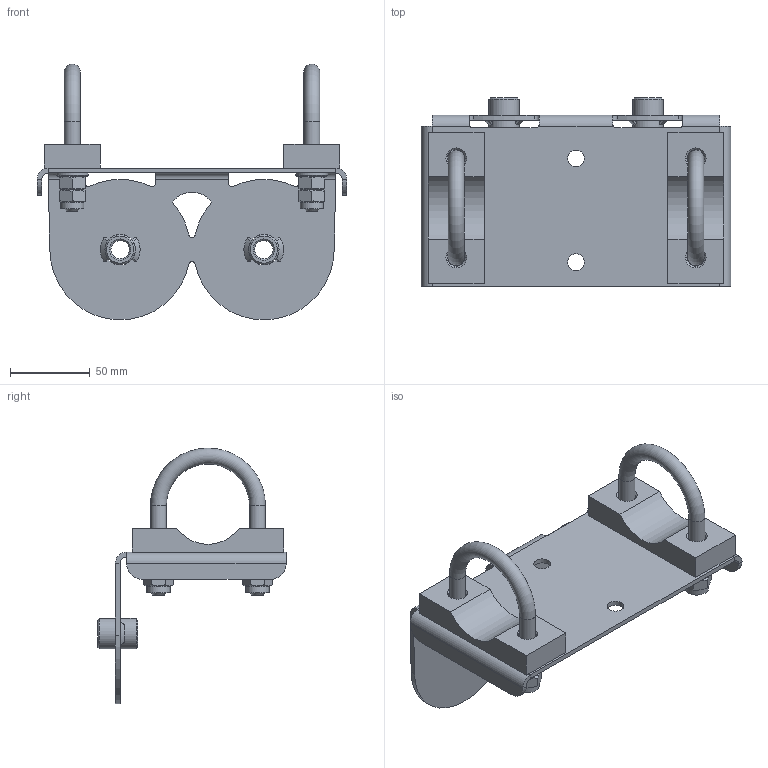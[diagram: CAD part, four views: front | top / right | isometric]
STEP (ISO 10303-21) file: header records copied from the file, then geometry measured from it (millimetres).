
FILE_DESCRIPTION(/* description */ (''),/* implementation_level */ '2;1');
FILE_NAME(/* name */ 'Montagehalterung_STAR_Gelaender_2fach_G1_4i_Edelstahl_110015_Rev_a.stp',/* time_stamp */ '2015-04-14T09:29:57+02:00',/* author */ ('002180'),/* organization */ (''),/* preprocessor_version */ 'ST-DEVELOPER v15.6',/* originating_system */ 'Autodesk Inventor 2015',/* authorisation */ '');
FILE_SCHEMA (('AUTOMOTIVE_DESIGN { 1 0 10303 214 3 1 1 }'));
Length unit declared in the file: millimetre
Products named in the file (9): anmhr02a; Hülse G1_4; Schweißnaht; anrul01a; DIN 125-1 - B 10,5; ISO 4032 - M10DIN EN; ISO 10512 - M10 x 1; anrsb01a; anmhr02a_CI_POOL
Bounding box: 194 x 118 x 160.15 mm (x, y, z)
Volume: 206959 mm3; surface area: 133532.5 mm2
Topology: 23 solids, 23 shells, 412 faces, 980 edges, 630 vertices
Faces by surface type: plane 239, cylinder 107, cone 56, bspline 8, torus 2
Full cylindrical faces by diameter (mm): 8.376 x4, 8.917 x4, 10 x4, 10.5 x8, 11 x4, 11.445 x2, 14.63 x4, 19 x2, 19.2 x2, 20 x4
Entity records: 6593 total; most frequent: CARTESIAN_POINT 1341, DIRECTION 1074, ORIENTED_EDGE 976, EDGE_CURVE 488, AXIS2_PLACEMENT_3D 395, VERTEX_POINT 334, EDGE_LOOP 288, LINE 284
